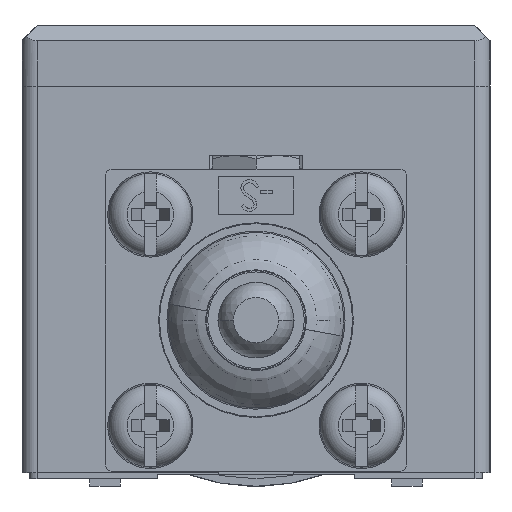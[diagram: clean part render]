
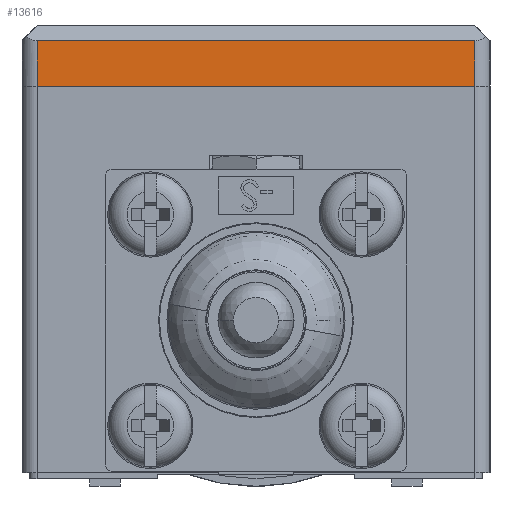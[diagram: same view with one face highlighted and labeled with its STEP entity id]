
A CAD part, left-side view. The second image highlights one B-rep face of the part: STEP entity #13616.
In plain terms, the highlighted face is planar.
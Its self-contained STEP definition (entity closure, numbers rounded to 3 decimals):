
#3257 = CARTESIAN_POINT ( 'NONE',  ( 14.5, 30., -4. ) ) ;
#3679 = LINE ( 'NONE', #59928, #39985 ) ;
#3896 = CARTESIAN_POINT ( 'NONE',  ( -15.5, 30., -1. ) ) ;
#4120 = EDGE_CURVE ( 'NONE', #19740, #25896, #3679, .T. ) ;
#4252 = VERTEX_POINT ( 'NONE', #13889 ) ;
#5082 = DIRECTION ( 'NONE',  ( 0., 0., 1. ) ) ;
#10580 = ORIENTED_EDGE ( 'NONE', *, *, #4120, .T. ) ;
#13585 = CARTESIAN_POINT ( 'NONE',  ( -15.5, 30., -4. ) ) ;
#13616 = ADVANCED_FACE ( 'NONE', ( #41787 ), #18348, .T. ) ;
#13889 = CARTESIAN_POINT ( 'NONE',  ( -14.5, 30., -4. ) ) ;
#15788 = LINE ( 'NONE', #23449, #26916 ) ;
#16403 = LINE ( 'NONE', #3896, #40098 ) ;
#18348 = PLANE ( 'NONE',  #22650 ) ;
#19740 = VERTEX_POINT ( 'NONE', #46905 ) ;
#21420 = ORIENTED_EDGE ( 'NONE', *, *, #29630, .T. ) ;
#22650 = AXIS2_PLACEMENT_3D ( 'NONE', #13585, #46519, #23139 ) ;
#23139 = DIRECTION ( 'NONE',  ( -1., 0., 0. ) ) ;
#23449 = CARTESIAN_POINT ( 'NONE',  ( -15.5, 30., -4. ) ) ;
#24017 = LINE ( 'NONE', #33442, #49217 ) ;
#25220 = EDGE_LOOP ( 'NONE', ( #41556, #10580, #21420, #49670 ) ) ;
#25896 = VERTEX_POINT ( 'NONE', #3257 ) ;
#26916 = VECTOR ( 'NONE', #51804, 1000. ) ;
#29630 = EDGE_CURVE ( 'NONE', #25896, #4252, #15788, .T. ) ;
#32270 = DIRECTION ( 'NONE',  ( 1., 0., 0. ) ) ;
#33442 = CARTESIAN_POINT ( 'NONE',  ( -14.5, 30., -4. ) ) ;
#39708 = VERTEX_POINT ( 'NONE', #49759 ) ;
#39985 = VECTOR ( 'NONE', #41004, 1000. ) ;
#40098 = VECTOR ( 'NONE', #32270, 1000. ) ;
#41004 = DIRECTION ( 'NONE',  ( 0., 0., -1. ) ) ;
#41556 = ORIENTED_EDGE ( 'NONE', *, *, #49806, .T. ) ;
#41787 = FACE_OUTER_BOUND ( 'NONE', #25220, .T. ) ;
#46519 = DIRECTION ( 'NONE',  ( 0., 1., 0. ) ) ;
#46905 = CARTESIAN_POINT ( 'NONE',  ( 14.5, 30., -1. ) ) ;
#49217 = VECTOR ( 'NONE', #5082, 1000. ) ;
#49670 = ORIENTED_EDGE ( 'NONE', *, *, #57061, .T. ) ;
#49759 = CARTESIAN_POINT ( 'NONE',  ( -14.5, 30., -1. ) ) ;
#49806 = EDGE_CURVE ( 'NONE', #39708, #19740, #16403, .T. ) ;
#51804 = DIRECTION ( 'NONE',  ( -1., 0., 0. ) ) ;
#57061 = EDGE_CURVE ( 'NONE', #4252, #39708, #24017, .T. ) ;
#59928 = CARTESIAN_POINT ( 'NONE',  ( 14.5, 30., -4. ) ) ;
